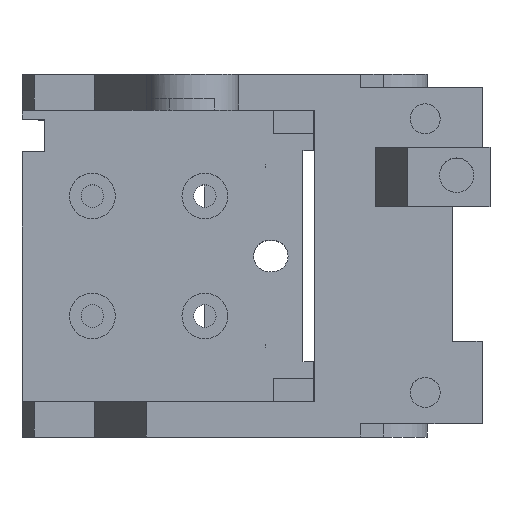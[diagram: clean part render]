
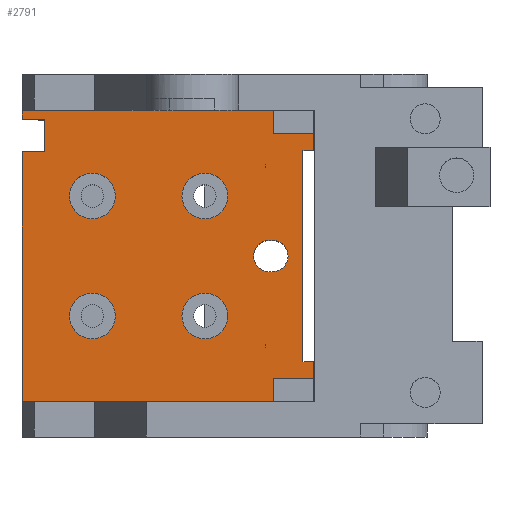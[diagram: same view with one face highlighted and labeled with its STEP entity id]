
A CAD part, top view. The second image highlights one B-rep face of the part: STEP entity #2791.
In plain terms, the highlighted planar face has unit normal (0, 0, 1).
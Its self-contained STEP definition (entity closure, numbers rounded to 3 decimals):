
#922 = VERTEX_POINT('',#923);
#923 = CARTESIAN_POINT('',(21.45,-14.1,34.1));
#929 = EDGE_CURVE('',#922,#930,#932,.T.);
#930 = VERTEX_POINT('',#931);
#931 = CARTESIAN_POINT('',(21.45,-16.3,34.1));
#932 = LINE('',#933,#934);
#933 = CARTESIAN_POINT('',(21.45,12.4,34.1));
#934 = VECTOR('',#935,1.);
#935 = DIRECTION('',(0.,-1.,0.));
#1348 = VERTEX_POINT('',#1349);
#1349 = CARTESIAN_POINT('',(-17.38,-19.4,34.1));
#1355 = EDGE_CURVE('',#1348,#1356,#1358,.T.);
#1356 = VERTEX_POINT('',#1357);
#1357 = CARTESIAN_POINT('',(-17.38,13.9,34.1));
#1358 = LINE('',#1359,#1360);
#1359 = CARTESIAN_POINT('',(-17.38,0.205,34.1));
#1360 = VECTOR('',#1361,1.);
#1361 = DIRECTION('',(0.,1.,0.));
#1706 = EDGE_CURVE('',#1707,#1348,#1709,.T.);
#1707 = VERTEX_POINT('',#1708);
#1708 = CARTESIAN_POINT('',(16.1,-19.4,34.1));
#1709 = LINE('',#1710,#1711);
#1710 = CARTESIAN_POINT('',(-4.057,-19.4,34.1));
#1711 = VECTOR('',#1712,1.);
#1712 = DIRECTION('',(-1.,0.,0.));
#1772 = EDGE_CURVE('',#1356,#1773,#1775,.T.);
#1773 = VERTEX_POINT('',#1774);
#1774 = CARTESIAN_POINT('',(-14.38,13.9,34.1));
#1775 = LINE('',#1776,#1777);
#1776 = CARTESIAN_POINT('',(-17.38,13.9,34.1));
#1777 = VECTOR('',#1778,1.);
#1778 = DIRECTION('',(1.,0.,0.));
#2267 = VERTEX_POINT('',#2268);
#2268 = CARTESIAN_POINT('',(-14.38,18.2,34.1));
#2274 = EDGE_CURVE('',#2267,#2275,#2277,.T.);
#2275 = VERTEX_POINT('',#2276);
#2276 = CARTESIAN_POINT('',(-17.38,18.2,34.1));
#2277 = LINE('',#2278,#2279);
#2278 = CARTESIAN_POINT('',(-14.,18.2,34.1));
#2279 = VECTOR('',#2280,1.);
#2280 = DIRECTION('',(-1.,-0.,-0.));
#2772 = VERTEX_POINT('',#2773);
#2773 = CARTESIAN_POINT('',(20.1,-14.1,34.1));
#2779 = EDGE_CURVE('',#922,#2772,#2780,.T.);
#2780 = LINE('',#2781,#2782);
#2781 = CARTESIAN_POINT('',(10.833,-14.1,34.1));
#2782 = VECTOR('',#2783,1.);
#2783 = DIRECTION('',(-1.,0.,0.));
#2791 = ADVANCED_FACE('',(#2792,#2874,#2885,#2896,#2907,#2943),#2954,.T.
  );
#2792 = FACE_BOUND('',#2793,.T.);
#2793 = EDGE_LOOP('',(#2794,#2802,#2803,#2809,#2810,#2811,#2812,#2820,
    #2826,#2827,#2828,#2836,#2844,#2852,#2860,#2868));
#2794 = ORIENTED_EDGE('',*,*,#2795,.F.);
#2795 = EDGE_CURVE('',#2275,#2796,#2798,.T.);
#2796 = VERTEX_POINT('',#2797);
#2797 = CARTESIAN_POINT('',(-17.38,19.4,34.1));
#2798 = LINE('',#2799,#2800);
#2799 = CARTESIAN_POINT('',(-17.38,0.205,34.1));
#2800 = VECTOR('',#2801,1.);
#2801 = DIRECTION('',(0.,1.,0.));
#2802 = ORIENTED_EDGE('',*,*,#2274,.F.);
#2803 = ORIENTED_EDGE('',*,*,#2804,.F.);
#2804 = EDGE_CURVE('',#1773,#2267,#2805,.T.);
#2805 = LINE('',#2806,#2807);
#2806 = CARTESIAN_POINT('',(-14.38,8.923,34.1));
#2807 = VECTOR('',#2808,1.);
#2808 = DIRECTION('',(0.,1.,0.));
#2809 = ORIENTED_EDGE('',*,*,#1772,.F.);
#2810 = ORIENTED_EDGE('',*,*,#1355,.F.);
#2811 = ORIENTED_EDGE('',*,*,#1706,.F.);
#2812 = ORIENTED_EDGE('',*,*,#2813,.T.);
#2813 = EDGE_CURVE('',#1707,#2814,#2816,.T.);
#2814 = VERTEX_POINT('',#2815);
#2815 = CARTESIAN_POINT('',(16.1,-16.3,34.1));
#2816 = LINE('',#2817,#2818);
#2817 = CARTESIAN_POINT('',(16.1,-19.4,34.1));
#2818 = VECTOR('',#2819,1.);
#2819 = DIRECTION('',(0.,1.,0.));
#2820 = ORIENTED_EDGE('',*,*,#2821,.F.);
#2821 = EDGE_CURVE('',#930,#2814,#2822,.T.);
#2822 = LINE('',#2823,#2824);
#2823 = CARTESIAN_POINT('',(21.45,-16.3,34.1));
#2824 = VECTOR('',#2825,1.);
#2825 = DIRECTION('',(-1.,-0.,-0.));
#2826 = ORIENTED_EDGE('',*,*,#929,.F.);
#2827 = ORIENTED_EDGE('',*,*,#2779,.T.);
#2828 = ORIENTED_EDGE('',*,*,#2829,.T.);
#2829 = EDGE_CURVE('',#2772,#2830,#2832,.T.);
#2830 = VERTEX_POINT('',#2831);
#2831 = CARTESIAN_POINT('',(20.1,14.1,34.1));
#2832 = LINE('',#2833,#2834);
#2833 = CARTESIAN_POINT('',(20.1,0.3,34.1));
#2834 = VECTOR('',#2835,1.);
#2835 = DIRECTION('',(0.,1.,0.));
#2836 = ORIENTED_EDGE('',*,*,#2837,.T.);
#2837 = EDGE_CURVE('',#2830,#2838,#2840,.T.);
#2838 = VERTEX_POINT('',#2839);
#2839 = CARTESIAN_POINT('',(21.45,14.1,34.1));
#2840 = LINE('',#2841,#2842);
#2841 = CARTESIAN_POINT('',(10.833,14.1,34.1));
#2842 = VECTOR('',#2843,1.);
#2843 = DIRECTION('',(1.,0.,0.));
#2844 = ORIENTED_EDGE('',*,*,#2845,.F.);
#2845 = EDGE_CURVE('',#2846,#2838,#2848,.T.);
#2846 = VERTEX_POINT('',#2847);
#2847 = CARTESIAN_POINT('',(21.45,16.3,34.1));
#2848 = LINE('',#2849,#2850);
#2849 = CARTESIAN_POINT('',(21.45,12.4,34.1));
#2850 = VECTOR('',#2851,1.);
#2851 = DIRECTION('',(0.,-1.,0.));
#2852 = ORIENTED_EDGE('',*,*,#2853,.T.);
#2853 = EDGE_CURVE('',#2846,#2854,#2856,.T.);
#2854 = VERTEX_POINT('',#2855);
#2855 = CARTESIAN_POINT('',(16.1,16.3,34.1));
#2856 = LINE('',#2857,#2858);
#2857 = CARTESIAN_POINT('',(21.45,16.3,34.1));
#2858 = VECTOR('',#2859,1.);
#2859 = DIRECTION('',(-1.,-0.,-0.));
#2860 = ORIENTED_EDGE('',*,*,#2861,.T.);
#2861 = EDGE_CURVE('',#2854,#2862,#2864,.T.);
#2862 = VERTEX_POINT('',#2863);
#2863 = CARTESIAN_POINT('',(16.1,19.4,34.1));
#2864 = LINE('',#2865,#2866);
#2865 = CARTESIAN_POINT('',(16.1,16.3,34.1));
#2866 = VECTOR('',#2867,1.);
#2867 = DIRECTION('',(0.,1.,0.));
#2868 = ORIENTED_EDGE('',*,*,#2869,.F.);
#2869 = EDGE_CURVE('',#2796,#2862,#2870,.T.);
#2870 = LINE('',#2871,#2872);
#2871 = CARTESIAN_POINT('',(15.5,19.4,34.1));
#2872 = VECTOR('',#2873,1.);
#2873 = DIRECTION('',(1.,0.,0.));
#2874 = FACE_BOUND('',#2875,.T.);
#2875 = EDGE_LOOP('',(#2876));
#2876 = ORIENTED_EDGE('',*,*,#2877,.F.);
#2877 = EDGE_CURVE('',#2878,#2878,#2880,.T.);
#2878 = VERTEX_POINT('',#2879);
#2879 = CARTESIAN_POINT('',(-4.94,-8.,34.1));
#2880 = CIRCLE('',#2881,3.05);
#2881 = AXIS2_PLACEMENT_3D('',#2882,#2883,#2884);
#2882 = CARTESIAN_POINT('',(-7.99,-8.,34.1));
#2883 = DIRECTION('',(0.,0.,1.));
#2884 = DIRECTION('',(1.,0.,-0.));
#2885 = FACE_BOUND('',#2886,.T.);
#2886 = EDGE_LOOP('',(#2887));
#2887 = ORIENTED_EDGE('',*,*,#2888,.F.);
#2888 = EDGE_CURVE('',#2889,#2889,#2891,.T.);
#2889 = VERTEX_POINT('',#2890);
#2890 = CARTESIAN_POINT('',(10.06,-8.,34.1));
#2891 = CIRCLE('',#2892,3.05);
#2892 = AXIS2_PLACEMENT_3D('',#2893,#2894,#2895);
#2893 = CARTESIAN_POINT('',(7.01,-8.,34.1));
#2894 = DIRECTION('',(0.,0.,1.));
#2895 = DIRECTION('',(1.,0.,-0.));
#2896 = FACE_BOUND('',#2897,.T.);
#2897 = EDGE_LOOP('',(#2898));
#2898 = ORIENTED_EDGE('',*,*,#2899,.F.);
#2899 = EDGE_CURVE('',#2900,#2900,#2902,.T.);
#2900 = VERTEX_POINT('',#2901);
#2901 = CARTESIAN_POINT('',(-4.94,8.,34.1));
#2902 = CIRCLE('',#2903,3.05);
#2903 = AXIS2_PLACEMENT_3D('',#2904,#2905,#2906);
#2904 = CARTESIAN_POINT('',(-7.99,8.,34.1));
#2905 = DIRECTION('',(0.,0.,1.));
#2906 = DIRECTION('',(1.,0.,-0.));
#2907 = FACE_BOUND('',#2908,.T.);
#2908 = EDGE_LOOP('',(#2909,#2920,#2928,#2937));
#2909 = ORIENTED_EDGE('',*,*,#2910,.T.);
#2910 = EDGE_CURVE('',#2911,#2913,#2915,.T.);
#2911 = VERTEX_POINT('',#2912);
#2912 = CARTESIAN_POINT('',(16.,2.1,34.1));
#2913 = VERTEX_POINT('',#2914);
#2914 = CARTESIAN_POINT('',(16.,-2.1,34.1));
#2915 = CIRCLE('',#2916,2.1);
#2916 = AXIS2_PLACEMENT_3D('',#2917,#2918,#2919);
#2917 = CARTESIAN_POINT('',(16.,0.,34.1));
#2918 = DIRECTION('',(0.,-0.,-1.));
#2919 = DIRECTION('',(1.,0.,0.));
#2920 = ORIENTED_EDGE('',*,*,#2921,.T.);
#2921 = EDGE_CURVE('',#2913,#2922,#2924,.T.);
#2922 = VERTEX_POINT('',#2923);
#2923 = CARTESIAN_POINT('',(15.6,-2.1,34.1));
#2924 = LINE('',#2925,#2926);
#2925 = CARTESIAN_POINT('',(12.011,-2.1,34.1));
#2926 = VECTOR('',#2927,1.);
#2927 = DIRECTION('',(-1.,0.,0.));
#2928 = ORIENTED_EDGE('',*,*,#2929,.T.);
#2929 = EDGE_CURVE('',#2922,#2930,#2932,.T.);
#2930 = VERTEX_POINT('',#2931);
#2931 = CARTESIAN_POINT('',(15.6,2.1,34.1));
#2932 = CIRCLE('',#2933,2.1);
#2933 = AXIS2_PLACEMENT_3D('',#2934,#2935,#2936);
#2934 = CARTESIAN_POINT('',(15.6,0.,34.1));
#2935 = DIRECTION('',(0.,-0.,-1.));
#2936 = DIRECTION('',(1.,0.,0.));
#2937 = ORIENTED_EDGE('',*,*,#2938,.T.);
#2938 = EDGE_CURVE('',#2930,#2911,#2939,.T.);
#2939 = LINE('',#2940,#2941);
#2940 = CARTESIAN_POINT('',(9.705,2.1,34.1));
#2941 = VECTOR('',#2942,1.);
#2942 = DIRECTION('',(1.,0.,0.));
#2943 = FACE_BOUND('',#2944,.T.);
#2944 = EDGE_LOOP('',(#2945));
#2945 = ORIENTED_EDGE('',*,*,#2946,.F.);
#2946 = EDGE_CURVE('',#2947,#2947,#2949,.T.);
#2947 = VERTEX_POINT('',#2948);
#2948 = CARTESIAN_POINT('',(10.06,8.,34.1));
#2949 = CIRCLE('',#2950,3.05);
#2950 = AXIS2_PLACEMENT_3D('',#2951,#2952,#2953);
#2951 = CARTESIAN_POINT('',(7.01,8.,34.1));
#2952 = DIRECTION('',(0.,0.,1.));
#2953 = DIRECTION('',(1.,0.,-0.));
#2954 = PLANE('',#2955);
#2955 = AXIS2_PLACEMENT_3D('',#2956,#2957,#2958);
#2956 = CARTESIAN_POINT('',(1.565,0.601,34.1));
#2957 = DIRECTION('',(0.,0.,1.));
#2958 = DIRECTION('',(1.,0.,-0.));
